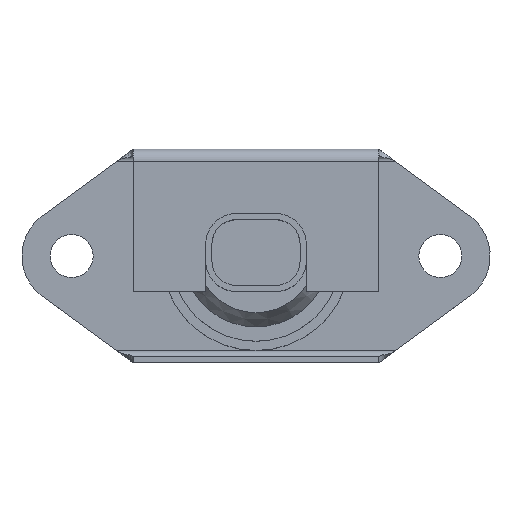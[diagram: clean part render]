
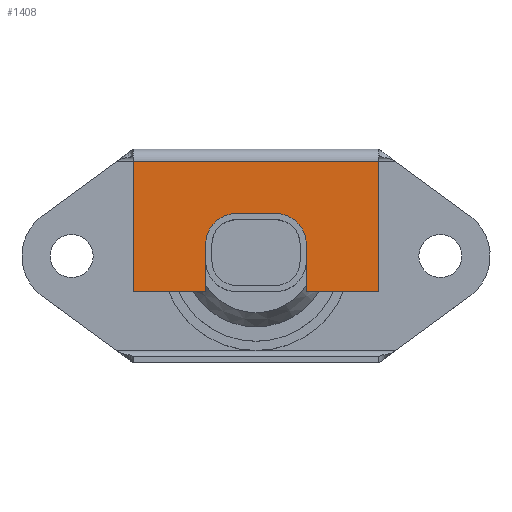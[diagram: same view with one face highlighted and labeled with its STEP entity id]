
A CAD part, top view. The second image highlights one B-rep face of the part: STEP entity #1408.
In plain terms, the highlighted planar face has unit normal (0, 0, 1).
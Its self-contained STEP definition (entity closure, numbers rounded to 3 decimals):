
#540=CARTESIAN_POINT('',(8.185,1.875,19.25));
#541=VERTEX_POINT('',#540);
#542=CARTESIAN_POINT('',(8.185,-0.825,19.25));
#543=VERTEX_POINT('',#542);
#544=CARTESIAN_POINT('',(8.185,1.875,19.25));
#545=DIRECTION('',(0.0,-1.0,0.0));
#546=VECTOR('',#545,2.7);
#547=LINE('',#544,#546);
#548=EDGE_CURVE('',#541,#543,#547,.T.);
#580=CARTESIAN_POINT('',(3.185,6.875,19.25));
#581=VERTEX_POINT('',#580);
#582=CARTESIAN_POINT('',(3.185,1.875,19.25));
#583=DIRECTION('',(0.0,0.0,-1.0));
#584=DIRECTION('',(1.0,0.0,0.0));
#585=AXIS2_PLACEMENT_3D('',#582,#583,#584);
#586=CIRCLE('',#585,5.0);
#587=EDGE_CURVE('',#581,#541,#586,.T.);
#613=CARTESIAN_POINT('',(-3.185,6.875,19.25));
#614=VERTEX_POINT('',#613);
#615=CARTESIAN_POINT('',(-3.185,6.875,19.25));
#616=DIRECTION('',(1.0,0.0,0.0));
#617=VECTOR('',#616,6.37);
#618=LINE('',#615,#617);
#619=EDGE_CURVE('',#614,#581,#618,.T.);
#644=CARTESIAN_POINT('',(-8.185,1.875,19.25));
#645=VERTEX_POINT('',#644);
#646=CARTESIAN_POINT('',(-3.185,1.875,19.25));
#647=DIRECTION('',(0.0,0.0,-1.0));
#648=DIRECTION('',(0.0,1.0,0.0));
#649=AXIS2_PLACEMENT_3D('',#646,#647,#648);
#650=CIRCLE('',#649,5.0);
#651=EDGE_CURVE('',#645,#614,#650,.T.);
#901=CARTESIAN_POINT('',(-8.185,-0.825,19.25));
#902=VERTEX_POINT('',#901);
#932=CARTESIAN_POINT('',(-8.185,-0.825,19.25));
#933=DIRECTION('',(0.0,1.0,0.0));
#934=VECTOR('',#933,2.7);
#935=LINE('',#932,#934);
#936=EDGE_CURVE('',#902,#645,#935,.T.);
#1252=CARTESIAN_POINT('',(-8.185,-5.825,19.25));
#1253=VERTEX_POINT('',#1252);
#1254=CARTESIAN_POINT('',(-8.185,-5.825,19.25));
#1255=DIRECTION('',(0.0,1.0,0.0));
#1256=VECTOR('',#1255,5.);
#1257=LINE('',#1254,#1256);
#1258=EDGE_CURVE('',#1253,#902,#1257,.T.);
#1291=CARTESIAN_POINT('',(8.185,-5.825,19.25));
#1292=VERTEX_POINT('',#1291);
#1299=CARTESIAN_POINT('',(8.185,-0.825,19.25));
#1300=DIRECTION('',(0.0,-1.0,0.0));
#1301=VECTOR('',#1300,5.);
#1302=LINE('',#1299,#1301);
#1303=EDGE_CURVE('',#543,#1292,#1302,.T.);
#1322=CARTESIAN_POINT('',(20.,-5.825,19.25));
#1323=VERTEX_POINT('',#1322);
#1330=CARTESIAN_POINT('',(8.185,-5.825,19.25));
#1331=DIRECTION('',(1.0,0.0,0.0));
#1332=VECTOR('',#1331,11.815);
#1333=LINE('',#1330,#1332);
#1334=EDGE_CURVE('',#1292,#1323,#1333,.T.);
#1345=CARTESIAN_POINT('',(-20.,-5.825,19.25));
#1346=VERTEX_POINT('',#1345);
#1347=CARTESIAN_POINT('',(-20.,-5.825,19.25));
#1348=DIRECTION('',(1.0,0.0,0.0));
#1349=VECTOR('',#1348,11.815);
#1350=LINE('',#1347,#1349);
#1351=EDGE_CURVE('',#1346,#1253,#1350,.T.);
#1370=CARTESIAN_POINT('',(0.,5.775,19.25));
#1371=DIRECTION('',(0.0,0.0,1.0));
#1372=DIRECTION('',(1.0,0.0,0.0));
#1373=AXIS2_PLACEMENT_3D('',#1370,#1371,#1372);
#1374=PLANE('',#1373);
#1375=ORIENTED_EDGE('',*,*,#1258,.T.);
#1376=ORIENTED_EDGE('',*,*,#936,.T.);
#1377=ORIENTED_EDGE('',*,*,#651,.T.);
#1378=ORIENTED_EDGE('',*,*,#619,.T.);
#1379=ORIENTED_EDGE('',*,*,#587,.T.);
#1380=ORIENTED_EDGE('',*,*,#548,.T.);
#1381=ORIENTED_EDGE('',*,*,#1303,.T.);
#1382=ORIENTED_EDGE('',*,*,#1334,.T.);
#1383=CARTESIAN_POINT('',(20.,15.375,19.25));
#1384=VERTEX_POINT('',#1383);
#1385=CARTESIAN_POINT('',(20.,-5.825,19.25));
#1386=DIRECTION('',(0.0,1.0,0.0));
#1387=VECTOR('',#1386,21.2);
#1388=LINE('',#1385,#1387);
#1389=EDGE_CURVE('',#1323,#1384,#1388,.T.);
#1390=ORIENTED_EDGE('',*,*,#1389,.T.);
#1391=CARTESIAN_POINT('',(-20.,15.375,19.25));
#1392=VERTEX_POINT('',#1391);
#1393=CARTESIAN_POINT('',(20.,15.375,19.25));
#1394=DIRECTION('',(-1.0,0.0,0.0));
#1395=VECTOR('',#1394,40.0);
#1396=LINE('',#1393,#1395);
#1397=EDGE_CURVE('',#1384,#1392,#1396,.T.);
#1398=ORIENTED_EDGE('',*,*,#1397,.T.);
#1399=CARTESIAN_POINT('',(-20.,15.375,19.25));
#1400=DIRECTION('',(0.0,-1.0,0.0));
#1401=VECTOR('',#1400,21.2);
#1402=LINE('',#1399,#1401);
#1403=EDGE_CURVE('',#1392,#1346,#1402,.T.);
#1404=ORIENTED_EDGE('',*,*,#1403,.T.);
#1405=ORIENTED_EDGE('',*,*,#1351,.T.);
#1406=EDGE_LOOP('',(#1375,#1376,#1377,#1378,#1379,#1380,#1381,#1382,#1390,#1398,#1404,#1405));
#1407=FACE_OUTER_BOUND('',#1406,.T.);
#1408=ADVANCED_FACE('',(#1407),#1374,.T.);
